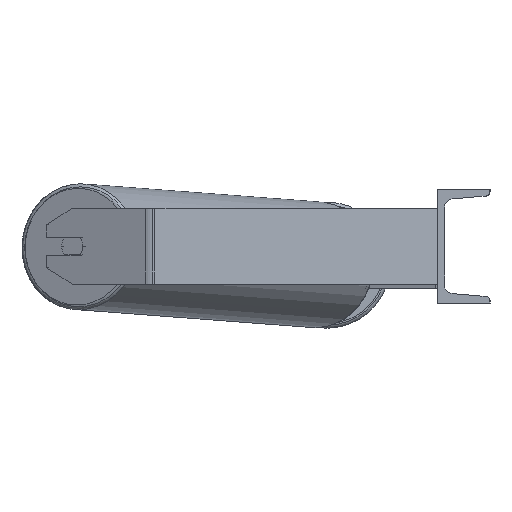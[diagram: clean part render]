
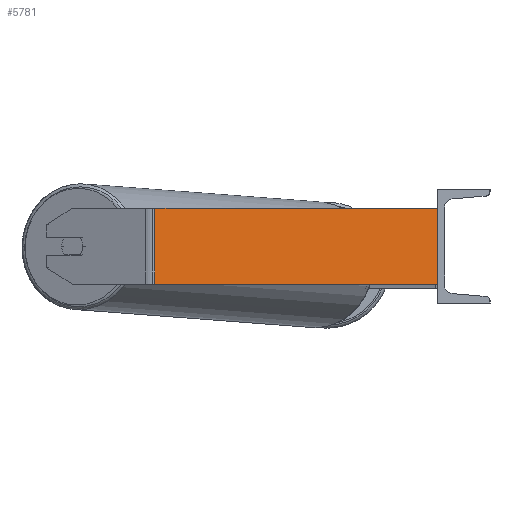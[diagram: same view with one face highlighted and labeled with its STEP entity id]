
A CAD part, left-side view. The second image highlights one B-rep face of the part: STEP entity #5781.
In plain terms, the highlighted planar face has unit normal (-0.985, -0.174, 0).
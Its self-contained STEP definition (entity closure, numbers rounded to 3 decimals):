
#177 = VECTOR ( 'NONE', #8311, 1000. ) ;
#314 = EDGE_CURVE ( 'NONE', #8712, #2654, #1676, .T. ) ;
#535 = ORIENTED_EDGE ( 'NONE', *, *, #5758, .T. ) ;
#1208 = ORIENTED_EDGE ( 'NONE', *, *, #6896, .F. ) ;
#1496 = CARTESIAN_POINT ( 'NONE',  ( -938.502, 303.424, 40. ) ) ;
#1676 = LINE ( 'NONE', #7006, #2182 ) ;
#2182 = VECTOR ( 'NONE', #7794, 1000. ) ;
#2654 = VERTEX_POINT ( 'NONE', #4484 ) ;
#2667 = CARTESIAN_POINT ( 'NONE',  ( -885., 0., 40. ) ) ;
#2760 = LINE ( 'NONE', #8391, #6728 ) ;
#2861 = DIRECTION ( 'NONE',  ( -0.174, 0.985, 0. ) ) ;
#3566 = VERTEX_POINT ( 'NONE', #5178 ) ;
#3588 = PLANE ( 'NONE',  #4176 ) ;
#4094 = CARTESIAN_POINT ( 'NONE',  ( -885., 0., -40. ) ) ;
#4176 = AXIS2_PLACEMENT_3D ( 'NONE', #1496, #9089, #2861 ) ;
#4484 = CARTESIAN_POINT ( 'NONE',  ( -937.626, 298.456, -40. ) ) ;
#4597 = LINE ( 'NONE', #2667, #177 ) ;
#5178 = CARTESIAN_POINT ( 'NONE',  ( -885., 0., 40. ) ) ;
#5207 = VECTOR ( 'NONE', #5562, 1000. ) ;
#5562 = DIRECTION ( 'NONE',  ( 0.174, -0.985, 0. ) ) ;
#5635 = ORIENTED_EDGE ( 'NONE', *, *, #6796, .F. ) ;
#5758 = EDGE_CURVE ( 'NONE', #2654, #6946, #2760, .T. ) ;
#5781 = ADVANCED_FACE ( 'NONE', ( #7803 ), #3588, .F. ) ;
#5823 = CARTESIAN_POINT ( 'NONE',  ( -937.626, 298.456, 40. ) ) ;
#6497 = CARTESIAN_POINT ( 'NONE',  ( -938.502, 303.424, 40. ) ) ;
#6728 = VECTOR ( 'NONE', #7695, 1000. ) ;
#6796 = EDGE_CURVE ( 'NONE', #3566, #6946, #4597, .T. ) ;
#6896 = EDGE_CURVE ( 'NONE', #8712, #3566, #7154, .T. ) ;
#6946 = VERTEX_POINT ( 'NONE', #4094 ) ;
#7006 = CARTESIAN_POINT ( 'NONE',  ( -937.626, 298.456, 40. ) ) ;
#7154 = LINE ( 'NONE', #6497, #5207 ) ;
#7695 = DIRECTION ( 'NONE',  ( 0.174, -0.985, 0. ) ) ;
#7794 = DIRECTION ( 'NONE',  ( 0., 0., -1. ) ) ;
#7803 = FACE_OUTER_BOUND ( 'NONE', #8946, .T. ) ;
#7832 = ORIENTED_EDGE ( 'NONE', *, *, #314, .T. ) ;
#8311 = DIRECTION ( 'NONE',  ( 0., 0., -1. ) ) ;
#8391 = CARTESIAN_POINT ( 'NONE',  ( -938.502, 303.424, -40. ) ) ;
#8712 = VERTEX_POINT ( 'NONE', #5823 ) ;
#8946 = EDGE_LOOP ( 'NONE', ( #535, #5635, #1208, #7832 ) ) ;
#9089 = DIRECTION ( 'NONE',  ( 0.985, 0.174, 0. ) ) ;
